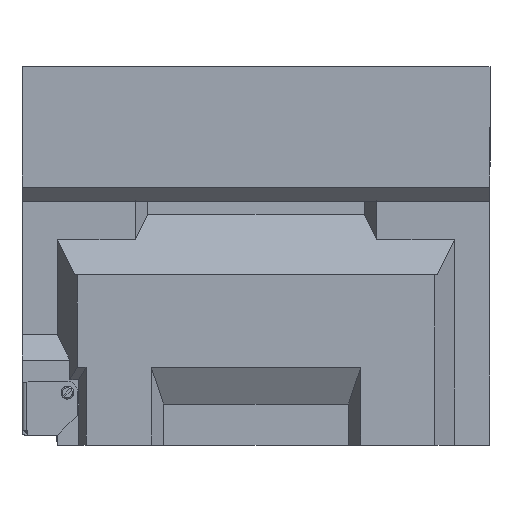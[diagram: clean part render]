
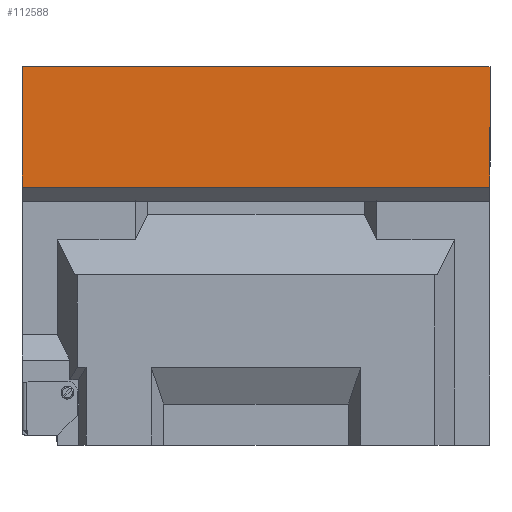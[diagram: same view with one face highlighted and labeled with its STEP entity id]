
A CAD part, top view. The second image highlights one B-rep face of the part: STEP entity #112588.
In plain terms, the highlighted face is planar.
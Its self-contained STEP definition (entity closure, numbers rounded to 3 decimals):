
#6548 = CARTESIAN_POINT ( 'NONE',  ( -165., -60., -40. ) ) ;
#7871 = EDGE_CURVE ( 'NONE', #152544, #174299, #124225, .T. ) ;
#9434 = CARTESIAN_POINT ( 'NONE',  ( 165., -60., -40. ) ) ;
#14728 = DIRECTION ( 'NONE',  ( 0., 0., -1. ) ) ;
#19540 = ORIENTED_EDGE ( 'NONE', *, *, #136245, .T. ) ;
#27871 = AXIS2_PLACEMENT_3D ( 'NONE', #90441, #108068, #14728 ) ;
#30396 = CARTESIAN_POINT ( 'NONE',  ( -165., -60., -50. ) ) ;
#33483 = VECTOR ( 'NONE', #167060, 1000. ) ;
#36350 = ORIENTED_EDGE ( 'NONE', *, *, #7871, .F. ) ;
#37249 = CARTESIAN_POINT ( 'NONE',  ( 165., -60., 45. ) ) ;
#44803 = ORIENTED_EDGE ( 'NONE', *, *, #132942, .T. ) ;
#58204 = CARTESIAN_POINT ( 'NONE',  ( 165., -60., -40. ) ) ;
#59499 = CARTESIAN_POINT ( 'NONE',  ( 165., -60., -50. ) ) ;
#61995 = EDGE_LOOP ( 'NONE', ( #36350, #44803, #19540, #196549 ) ) ;
#62365 = LINE ( 'NONE', #199604, #145031 ) ;
#63133 = VECTOR ( 'NONE', #169001, 1000. ) ;
#82376 = VERTEX_POINT ( 'NONE', #9434 ) ;
#90441 = CARTESIAN_POINT ( 'NONE',  ( -165., -60., -50. ) ) ;
#92377 = DIRECTION ( 'NONE',  ( 0., 0., 1. ) ) ;
#106431 = DIRECTION ( 'NONE',  ( -1., 0., 0. ) ) ;
#108068 = DIRECTION ( 'NONE',  ( 0., -1., 0. ) ) ;
#112588 = ADVANCED_FACE ( 'NONE', ( #131814 ), #201241, .T. ) ;
#119377 = VECTOR ( 'NONE', #92377, 1000. ) ;
#124225 = LINE ( 'NONE', #30396, #119377 ) ;
#131814 = FACE_OUTER_BOUND ( 'NONE', #61995, .T. ) ;
#132942 = EDGE_CURVE ( 'NONE', #152544, #82376, #152793, .T. ) ;
#133573 = CARTESIAN_POINT ( 'NONE',  ( -165., -60., 45. ) ) ;
#136245 = EDGE_CURVE ( 'NONE', #82376, #145744, #187194, .T. ) ;
#145031 = VECTOR ( 'NONE', #106431, 1000. ) ;
#145744 = VERTEX_POINT ( 'NONE', #37249 ) ;
#152544 = VERTEX_POINT ( 'NONE', #6548 ) ;
#152793 = LINE ( 'NONE', #58204, #33483 ) ;
#167060 = DIRECTION ( 'NONE',  ( 1., 0., 0. ) ) ;
#169001 = DIRECTION ( 'NONE',  ( 0., 0., 1. ) ) ;
#174299 = VERTEX_POINT ( 'NONE', #133573 ) ;
#187194 = LINE ( 'NONE', #59499, #63133 ) ;
#194492 = EDGE_CURVE ( 'NONE', #145744, #174299, #62365, .T. ) ;
#196549 = ORIENTED_EDGE ( 'NONE', *, *, #194492, .T. ) ;
#199604 = CARTESIAN_POINT ( 'NONE',  ( 165., -60., 45. ) ) ;
#201241 = PLANE ( 'NONE',  #27871 ) ;
